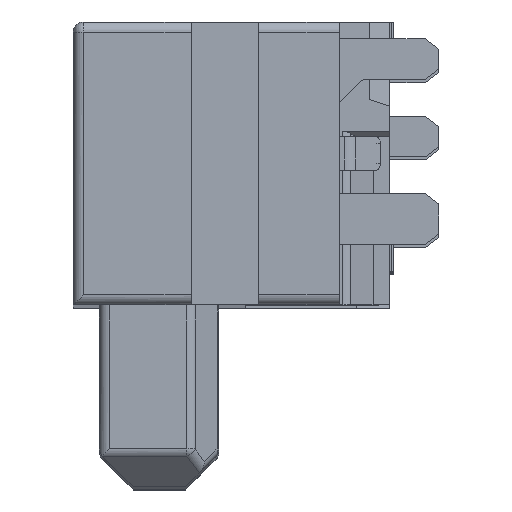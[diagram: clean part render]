
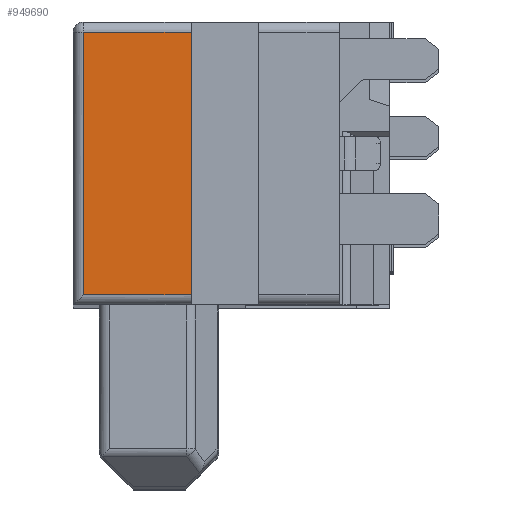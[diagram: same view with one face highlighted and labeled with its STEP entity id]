
A CAD part, top view. The second image highlights one B-rep face of the part: STEP entity #949690.
In plain terms, the highlighted planar face has unit normal (0, 0, 1).
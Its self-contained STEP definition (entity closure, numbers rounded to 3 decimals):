
#947570=CARTESIAN_POINT('',(-6.423,11.831,29.55
));
#947580=VERTEX_POINT('',#947570);
#947610=CARTESIAN_POINT('',(-2.048,11.831,29.55
));
#947620=DIRECTION('',(1.,0.,0.));
#947630=VECTOR('',#947620,1.);
#947640=LINE('',#947610,#947630);
#947650=CARTESIAN_POINT('',(-3.223,11.831,29.55
));
#947660=VERTEX_POINT('',#947650);
#947670=EDGE_CURVE('',#947580,#947660,#947640,.T.);
#947850=CARTESIAN_POINT('',(-6.423,15.72,
29.55));
#947860=DIRECTION('',(0.,-1.,0.));
#947870=VECTOR('',#947860,1.);
#947880=LINE('',#947850,#947870);
#947890=CARTESIAN_POINT('',(-6.423,19.631,29.55
));
#947900=VERTEX_POINT('',#947890);
#947910=EDGE_CURVE('',#947900,#947580,#947880,.T.);
#948300=CARTESIAN_POINT('',(-3.223,19.631,29.55
));
#948310=VERTEX_POINT('',#948300);
#948340=CARTESIAN_POINT('',(-2.048,19.631,29.55
));
#948350=DIRECTION('',(1.,0.,0.));
#948360=VECTOR('',#948350,1.);
#948370=LINE('',#948340,#948360);
#948380=EDGE_CURVE('',#947900,#948310,#948370,.T.);
#949460=CARTESIAN_POINT('',(-3.223,15.72,
29.55));
#949470=DIRECTION('',(0.,1.,0.));
#949480=VECTOR('',#949470,1.);
#949490=LINE('',#949460,#949480);
#949500=EDGE_CURVE('',#947660,#948310,#949490,.T.);
#949580=CARTESIAN_POINT('',(2.077,12.331,29.55));
#949590=DIRECTION('',(0.,0.,-1.));
#949600=DIRECTION('',(-1.,0.,0.));
#949610=AXIS2_PLACEMENT_3D('',#949580,#949590,#949600);
#949620=PLANE('',#949610);
#949630=ORIENTED_EDGE('',*,*,#948380,.F.);
#949640=ORIENTED_EDGE('',*,*,#949500,.T.);
#949650=ORIENTED_EDGE('',*,*,#947670,.T.);
#949660=ORIENTED_EDGE('',*,*,#947910,.T.);
#949670=EDGE_LOOP('',(#949660,#949650,#949640,#949630));
#949680=FACE_OUTER_BOUND('',#949670,.T.);
#949690=ADVANCED_FACE('',(#949680),#949620,.F.);
